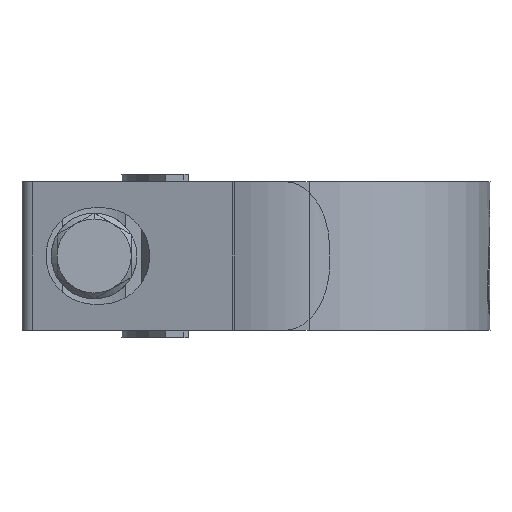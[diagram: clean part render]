
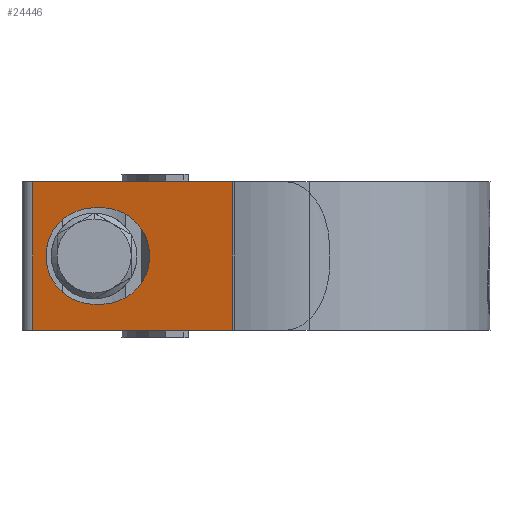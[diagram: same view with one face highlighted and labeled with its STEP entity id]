
A CAD part, left-side view. The second image highlights one B-rep face of the part: STEP entity #24446.
In plain terms, the highlighted planar face has unit normal (-0.967, 0.254, 0).
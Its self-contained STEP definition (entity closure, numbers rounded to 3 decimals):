
#413 = LINE ( 'NONE', #11470, #25060 ) ;
#1670 = ORIENTED_EDGE ( 'NONE', *, *, #2721, .T. ) ;
#1673 = CARTESIAN_POINT ( 'NONE',  ( -23.25, 10.287, 10. ) ) ;
#2396 = VECTOR ( 'NONE', #7362, 1000. ) ;
#2721 = EDGE_CURVE ( 'NONE', #33063, #7690, #22485, .T. ) ;
#4322 = EDGE_CURVE ( 'NONE', #24002, #33063, #28395, .T. ) ;
#4362 = ORIENTED_EDGE ( 'NONE', *, *, #32450, .F. ) ;
#4397 = FACE_BOUND ( 'NONE', #12822, .T. ) ;
#5261 = CARTESIAN_POINT ( 'NONE',  ( -23.25, 10.287, -10. ) ) ;
#5531 = CARTESIAN_POINT ( 'NONE',  ( -14.943, 41.98, -6.5 ) ) ;
#5814 = VECTOR ( 'NONE', #30921, 1000. ) ;
#6813 = CARTESIAN_POINT ( 'NONE',  ( -23.25, 10.287, 10. ) ) ;
#7056 = EDGE_CURVE ( 'NONE', #35200, #29533, #21179, .T. ) ;
#7362 = DIRECTION ( 'NONE',  ( 0., 0., -1. ) ) ;
#7690 = VERTEX_POINT ( 'NONE', #24073 ) ;
#7761 = CARTESIAN_POINT ( 'NONE',  ( -22.02, 14.98, 6.5 ) ) ;
#7799 = EDGE_CURVE ( 'NONE', #18273, #8506, #25115, .T. ) ;
#8506 = VERTEX_POINT ( 'NONE', #20359 ) ;
#8899 = EDGE_CURVE ( 'NONE', #24002, #22558, #14150, .T. ) ;
#10041 = CARTESIAN_POINT ( 'NONE',  ( -18.612, 27.98, 6.5 ) ) ;
#10902 = EDGE_CURVE ( 'NONE', #8506, #35200, #413, .T. ) ;
#10968 = CARTESIAN_POINT ( 'NONE',  ( -14.943, 41.98, 6.5 ) ) ;
#11470 = CARTESIAN_POINT ( 'NONE',  ( -23.25, 10.287, -6.5 ) ) ;
#11501 = AXIS2_PLACEMENT_3D ( 'NONE', #1673, #27985, #13977 ) ;
#12255 = VECTOR ( 'NONE', #28333, 1000. ) ;
#12822 = EDGE_LOOP ( 'NONE', ( #17343, #29494, #23873, #4362 ) ) ;
#13376 = CARTESIAN_POINT ( 'NONE',  ( -18.612, 27.98, 6.5 ) ) ;
#13977 = DIRECTION ( 'NONE',  ( 0.254, 0.967, 0. ) ) ;
#14150 = LINE ( 'NONE', #33221, #12255 ) ;
#16375 = CARTESIAN_POINT ( 'NONE',  ( -18.35, 28.98, 6.5 ) ) ;
#16502 = DIRECTION ( 'NONE',  ( -0.254, -0.967, 0. ) ) ;
#16608 = CARTESIAN_POINT ( 'NONE',  ( -18.35, 28.98, -6.5 ) ) ;
#17343 = ORIENTED_EDGE ( 'NONE', *, *, #7056, .F. ) ;
#18185 = FACE_OUTER_BOUND ( 'NONE', #31446, .T. ) ;
#18273 = VERTEX_POINT ( 'NONE', #16375 ) ;
#18839 = CARTESIAN_POINT ( 'NONE',  ( -18.612, 27.98, -6.5 ) ) ;
#20359 = CARTESIAN_POINT ( 'NONE',  ( -18.35, 28.98, -6.5 ) ) ;
#21179 =( BOUNDED_CURVE ( )  B_SPLINE_CURVE ( 3, ( #18839, #34801, #7761, #13376 ),
 .UNSPECIFIED., .F., .F. ) 
 B_SPLINE_CURVE_WITH_KNOTS ( ( 4, 4 ),
 ( 4.712, 7.854 ),
 .UNSPECIFIED. ) 
 CURVE ( )  GEOMETRIC_REPRESENTATION_ITEM ( )  RATIONAL_B_SPLINE_CURVE ( ( 1., 0.333, 0.333, 1. ) ) 
 REPRESENTATION_ITEM ( '' )  );
#21930 = CARTESIAN_POINT ( 'NONE',  ( -18.612, 27.98, -6.5 ) ) ;
#22485 = LINE ( 'NONE', #5261, #34243 ) ;
#22558 = VERTEX_POINT ( 'NONE', #33350 ) ;
#22559 = DIRECTION ( 'NONE',  ( -0.254, -0.967, 0. ) ) ;
#22742 = CARTESIAN_POINT ( 'NONE',  ( -16.173, 37.287, 10. ) ) ;
#23873 = ORIENTED_EDGE ( 'NONE', *, *, #7799, .F. ) ;
#24002 = VERTEX_POINT ( 'NONE', #22742 ) ;
#24073 = CARTESIAN_POINT ( 'NONE',  ( -23.25, 10.287, -10. ) ) ;
#24446 = ADVANCED_FACE ( 'NONE', ( #18185, #4397 ), #26550, .F. ) ;
#24529 = ORIENTED_EDGE ( 'NONE', *, *, #8899, .F. ) ;
#25060 = VECTOR ( 'NONE', #22559, 1000. ) ;
#25115 =( BOUNDED_CURVE ( )  B_SPLINE_CURVE ( 3, ( #28050, #10968, #5531, #16608 ),
 .UNSPECIFIED., .F., .F. ) 
 B_SPLINE_CURVE_WITH_KNOTS ( ( 4, 4 ),
 ( 1.571, 4.712 ),
 .UNSPECIFIED. ) 
 CURVE ( )  GEOMETRIC_REPRESENTATION_ITEM ( )  RATIONAL_B_SPLINE_CURVE ( ( 1., 0.333, 0.333, 1. ) ) 
 REPRESENTATION_ITEM ( '' )  );
#25555 = ORIENTED_EDGE ( 'NONE', *, *, #33107, .F. ) ;
#26550 = PLANE ( 'NONE',  #11501 ) ;
#27985 = DIRECTION ( 'NONE',  ( 0.967, -0.254, 0. ) ) ;
#28050 = CARTESIAN_POINT ( 'NONE',  ( -18.35, 28.98, 6.5 ) ) ;
#28333 = DIRECTION ( 'NONE',  ( -0.254, -0.967, 0. ) ) ;
#28395 = LINE ( 'NONE', #33283, #5814 ) ;
#28806 = LINE ( 'NONE', #6813, #2396 ) ;
#29494 = ORIENTED_EDGE ( 'NONE', *, *, #10902, .F. ) ;
#29533 = VERTEX_POINT ( 'NONE', #10041 ) ;
#29566 = DIRECTION ( 'NONE',  ( 0.254, 0.967, 0. ) ) ;
#29581 = ORIENTED_EDGE ( 'NONE', *, *, #4322, .T. ) ;
#30921 = DIRECTION ( 'NONE',  ( 0., 0., -1. ) ) ;
#31279 = VECTOR ( 'NONE', #29566, 1000. ) ;
#31446 = EDGE_LOOP ( 'NONE', ( #1670, #25555, #24529, #29581 ) ) ;
#32291 = LINE ( 'NONE', #34803, #31279 ) ;
#32450 = EDGE_CURVE ( 'NONE', #29533, #18273, #32291, .T. ) ;
#33063 = VERTEX_POINT ( 'NONE', #33513 ) ;
#33107 = EDGE_CURVE ( 'NONE', #22558, #7690, #28806, .T. ) ;
#33221 = CARTESIAN_POINT ( 'NONE',  ( -23.25, 10.287, 10. ) ) ;
#33283 = CARTESIAN_POINT ( 'NONE',  ( -16.173, 37.287, 10. ) ) ;
#33350 = CARTESIAN_POINT ( 'NONE',  ( -23.25, 10.287, 10. ) ) ;
#33513 = CARTESIAN_POINT ( 'NONE',  ( -16.173, 37.287, -10. ) ) ;
#34243 = VECTOR ( 'NONE', #16502, 1000. ) ;
#34801 = CARTESIAN_POINT ( 'NONE',  ( -22.02, 14.98, -6.5 ) ) ;
#34803 = CARTESIAN_POINT ( 'NONE',  ( -23.25, 10.287, 6.5 ) ) ;
#35200 = VERTEX_POINT ( 'NONE', #21930 ) ;
